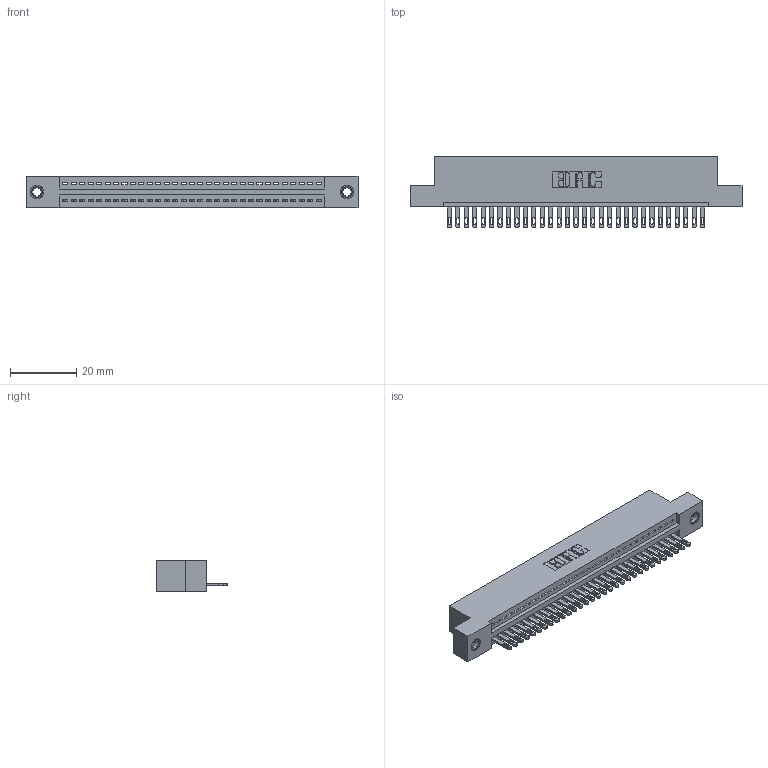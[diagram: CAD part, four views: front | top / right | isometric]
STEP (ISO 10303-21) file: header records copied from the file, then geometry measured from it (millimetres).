
FILE_DESCRIPTION (( 'STEP AP203' ), '1' );
FILE_NAME ('895-031-500-107.STEP', '2020-09-25T18:38:25', ( '' ), ( '' ), 'SwSTEP 2.0', 'SolidWorks 2020', '' );
FILE_SCHEMA (( 'CONFIG_CONTROL_DESIGN' ));
Length unit declared in the file: inch
Products named in the file (4): 895-031-500-107; 345-292-001_345-293-100; 845 Part_Flush Mounting Lugs - 0.156 Dia-TI; 345-250-001_345-250-005-103
Assembly tree (34 placements, depth 2):
  895-031-500-107
    845 Part_Flush Mounting Lugs - 0.156 Dia-TI
    345-292-001_345-293-100  x31
    345-250-001_345-250-005-103  x2
Bounding box: 99.95 x 21.51 x 9.4 mm (x, y, z)
Volume: 9408.8 mm3; surface area: 12456.1 mm2
Topology: 34 solids, 34 shells, 1860 faces, 5685 edges, 3782 vertices
Faces by surface type: plane 1166, cylinder 678, cone 12, torus 4
Entity records: 25928 total; most frequent: CARTESIAN_POINT 4472, ORIENTED_EDGE 4430, DIRECTION 3951, EDGE_CURVE 2215, VECTOR 1935, LINE 1935, VERTEX_POINT 1472, AXIS2_PLACEMENT_3D 1008
